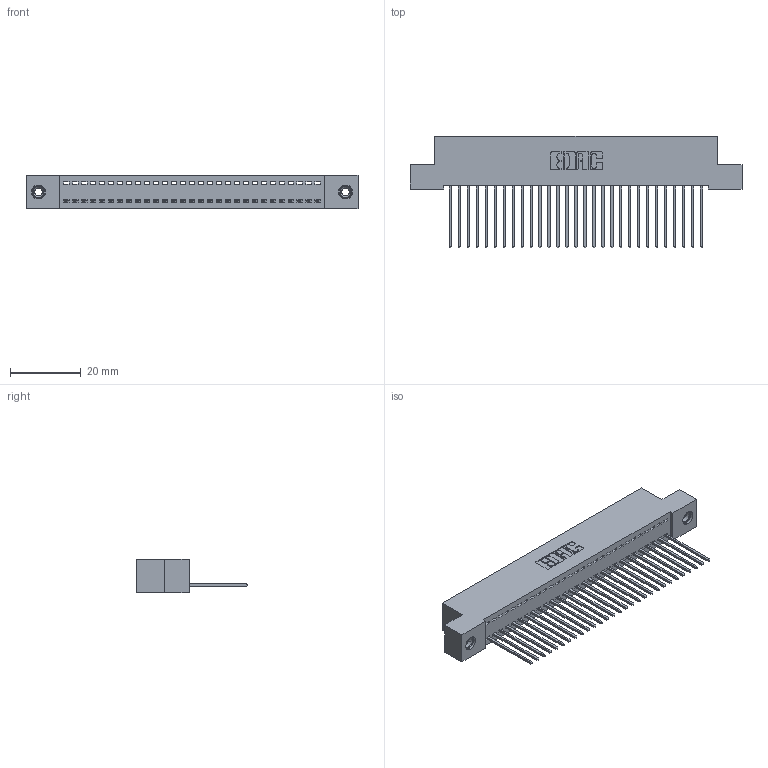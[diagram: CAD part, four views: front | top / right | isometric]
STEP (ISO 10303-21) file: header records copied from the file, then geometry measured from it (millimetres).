
FILE_DESCRIPTION (( 'STEP AP203' ), '1' );
FILE_NAME ('392-029-542-108.STEP', '2018-08-15T21:54:26', ( '' ), ( '' ), 'SwSTEP 2.0', 'SolidWorks 2016', '' );
FILE_SCHEMA (( 'CONFIG_CONTROL_DESIGN' ));
Length unit declared in the file: inch
Products named in the file (4): 392-029-542-108; 342 Part_TI; 345-292-001_345-293-142; 345-250-001_345-250-003-102
Assembly tree (32 placements, depth 2):
  392-029-542-108
    342 Part_TI
    345-292-001_345-293-142  x29
    345-250-001_345-250-003-102  x2
Bounding box: 93.98 x 31.63 x 9.4 mm (x, y, z)
Volume: 8251.1 mm3; surface area: 12285 mm2
Topology: 32 solids, 32 shells, 1852 faces, 5539 edges, 3646 vertices
Faces by surface type: plane 1316, cylinder 520, cone 12, torus 4
Entity records: 20482 total; most frequent: CARTESIAN_POINT 3516, ORIENTED_EDGE 3474, DIRECTION 3025, EDGE_CURVE 1737, VECTOR 1589, LINE 1589, VERTEX_POINT 1152, AXIS2_PLACEMENT_3D 718
